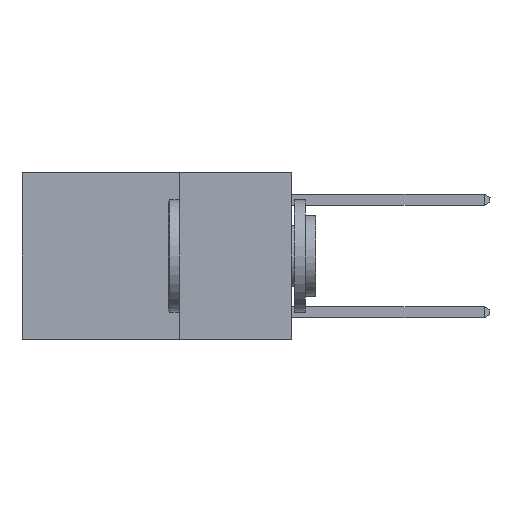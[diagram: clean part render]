
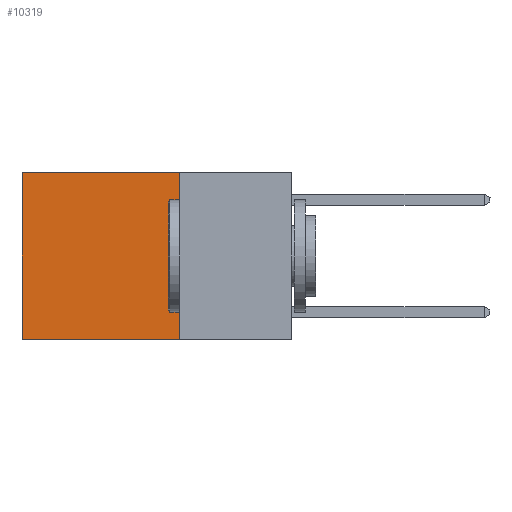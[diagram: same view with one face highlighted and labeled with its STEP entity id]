
A CAD part, left-side view. The second image highlights one B-rep face of the part: STEP entity #10319.
In plain terms, the highlighted planar face has unit normal (-1, 0, 0).
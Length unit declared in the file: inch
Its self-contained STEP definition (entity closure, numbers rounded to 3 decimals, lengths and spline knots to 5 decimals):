
#300 = VECTOR ( 'NONE', #2369, 39.37008 ) ;
#508 = EDGE_CURVE ( 'NONE', #5344, #8814, #2410, .T. ) ;
#572 = DIRECTION ( 'NONE',  ( 0., 0., -1. ) ) ;
#656 = CARTESIAN_POINT ( 'NONE',  ( 0.2625, 0.25, -0.37 ) ) ;
#687 = DIRECTION ( 'NONE',  ( 0., 0., -1. ) ) ;
#2365 = LINE ( 'NONE', #5572, #10306 ) ;
#2369 = DIRECTION ( 'NONE',  ( 0., 0., -1. ) ) ;
#2410 = LINE ( 'NONE', #8809, #2434 ) ;
#2430 = EDGE_CURVE ( 'NONE', #8814, #4812, #2365, .T. ) ;
#2434 = VECTOR ( 'NONE', #4825, 39.37008 ) ;
#3019 = FACE_OUTER_BOUND ( 'NONE', #9469, .T. ) ;
#3358 = VECTOR ( 'NONE', #8595, 39.37008 ) ;
#4038 = EDGE_CURVE ( 'NONE', #8419, #4812, #8750, .T. ) ;
#4699 = ORIENTED_EDGE ( 'NONE', *, *, #2430, .T. ) ;
#4812 = VERTEX_POINT ( 'NONE', #9998 ) ;
#4825 = DIRECTION ( 'NONE',  ( 0., 1., 0. ) ) ;
#5301 = AXIS2_PLACEMENT_3D ( 'NONE', #6123, #7882, #687 ) ;
#5344 = VERTEX_POINT ( 'NONE', #6054 ) ;
#5491 = EDGE_CURVE ( 'NONE', #5344, #8419, #10298, .T. ) ;
#5572 = CARTESIAN_POINT ( 'NONE',  ( 0.2625, 0.6, 0. ) ) ;
#6054 = CARTESIAN_POINT ( 'NONE',  ( 0.2625, 0.25, 0. ) ) ;
#6123 = CARTESIAN_POINT ( 'NONE',  ( 0.2625, 0.25, 0. ) ) ;
#6221 = ORIENTED_EDGE ( 'NONE', *, *, #5491, .F. ) ;
#6310 = CARTESIAN_POINT ( 'NONE',  ( 0.2625, 0.25, 0. ) ) ;
#6688 = CARTESIAN_POINT ( 'NONE',  ( 0.2625, 0.6, 0. ) ) ;
#7882 = DIRECTION ( 'NONE',  ( 1., 0., 0. ) ) ;
#8419 = VERTEX_POINT ( 'NONE', #10170 ) ;
#8595 = DIRECTION ( 'NONE',  ( 0., 1., 0. ) ) ;
#8750 = LINE ( 'NONE', #656, #3358 ) ;
#8809 = CARTESIAN_POINT ( 'NONE',  ( 0.2625, 0.25, 0. ) ) ;
#8814 = VERTEX_POINT ( 'NONE', #6688 ) ;
#9255 = ORIENTED_EDGE ( 'NONE', *, *, #508, .T. ) ;
#9469 = EDGE_LOOP ( 'NONE', ( #4699, #9651, #6221, #9255 ) ) ;
#9651 = ORIENTED_EDGE ( 'NONE', *, *, #4038, .F. ) ;
#9998 = CARTESIAN_POINT ( 'NONE',  ( 0.2625, 0.6, -0.37 ) ) ;
#10170 = CARTESIAN_POINT ( 'NONE',  ( 0.2625, 0.25, -0.37 ) ) ;
#10259 = PLANE ( 'NONE',  #5301 ) ;
#10298 = LINE ( 'NONE', #6310, #300 ) ;
#10306 = VECTOR ( 'NONE', #572, 39.37008 ) ;
#10319 = ADVANCED_FACE ( 'NONE', ( #3019 ), #10259, .F. ) ;
